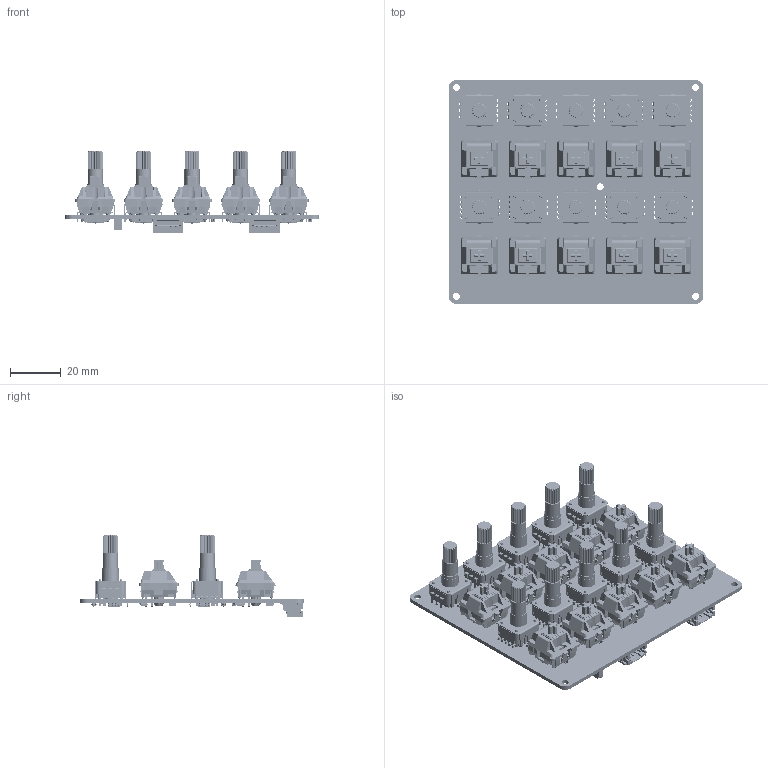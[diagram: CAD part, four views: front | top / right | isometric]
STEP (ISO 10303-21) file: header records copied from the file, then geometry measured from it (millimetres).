
FILE_DESCRIPTION(('KiCad electronic assembly'),'2;1');
FILE_NAME('top_section.step','2024-09-17T13:30:28',('Pcbnew'),('Kicad'), 'Open CASCADE STEP processor 7.7','KiCad to STEP converter','Unknown' );
FILE_SCHEMA(('AUTOMOTIVE_DESIGN { 1 0 10303 214 1 1 1 1 }'));
Length unit declared in the file: millimetre
Products named in the file (28): top_section 1; MX_SWITCH_CLEAR; PEL12T-4225S; D_SOD-123; D_SOD_123; C_0603_1608Metric; R_0603_1608Metric; S4B-PH-SM4-TB; SxBwhite4; SOT-363_SC-70-6; SOT_363_SC_70_6; IN-PI32TAR; Part 5; Part 1; Part 2; Part 3; Part 4; BM04B-SRSS-TB; BM04B-SRSS-TBT(LF)(SN); SOIC-8_3.9x4.9mm_P1.27mm; SOIC_8_39x49mm_P127mm; QFN-28-1EP_6x6mm_P0.65mm_EP4.25x4.25mm; QFN-28-1EP_6x6mm_Pitch0.65mm; top_section_PCB
Assembly tree (126 placements, depth 3):
  top_section 1
    MX_SWITCH_CLEAR  x10
      MX_SWITCH_CLEAR
    PEL12T-4225S  x10
      PEL12T-4225S
    D_SOD-123  x10
      D_SOD_123
    C_0603_1608Metric  x21
      C_0603_1608Metric
    R_0603_1608Metric  x25
      R_0603_1608Metric
    S4B-PH-SM4-TB  x2
      SxBwhite4
    SOT-363_SC-70-6  x10
      SOT_363_SC_70_6
    IN-PI32TAR  x10
      Part 5
      Part 1
      Part 2
      Part 3
      Part 4
    BM04B-SRSS-TB
      BM04B-SRSS-TBT(LF)(SN)
    SOIC-8_3.9x4.9mm_P1.27mm  x10
      SOIC_8_39x49mm_P127mm
    QFN-28-1EP_6x6mm_P0.65mm_EP4.25x4.25mm
      QFN-28-1EP_6x6mm_Pitch0.65mm
    top_section_PCB
Bounding box: 100 x 87.97 x 32.15 mm (x, y, z)
Volume: 44917.2 mm3; surface area: 64299.7 mm2
Topology: 327 solids, 327 shells, 13215 faces, 33672 edges, 21192 vertices
Faces by surface type: plane 9253, cylinder 2732, bspline 880, cone 250, sphere 100
Full cylindrical faces by diameter (mm): 0.5 x1, 0.6 x10, 1 x90, 1.1 x30, 1.2 x40, 1.5 x20, 1.75 x20, 2.4 x10, 2.7 x5, 3.05 x20, 4 x20, 6 x20, 6.2 x10, 6.625 x10, 6.849 x10
Entity records: 71195 total; most frequent: CARTESIAN_POINT 12028, ORIENTED_EDGE 11250, DIRECTION 10866, EDGE_CURVE 5625, LINE 4396, VECTOR 4396, VERTEX_POINT 3615, AXIS2_PLACEMENT_3D 3235
